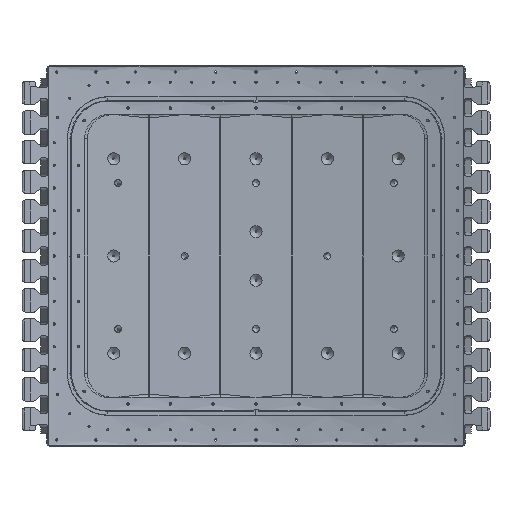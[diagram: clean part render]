
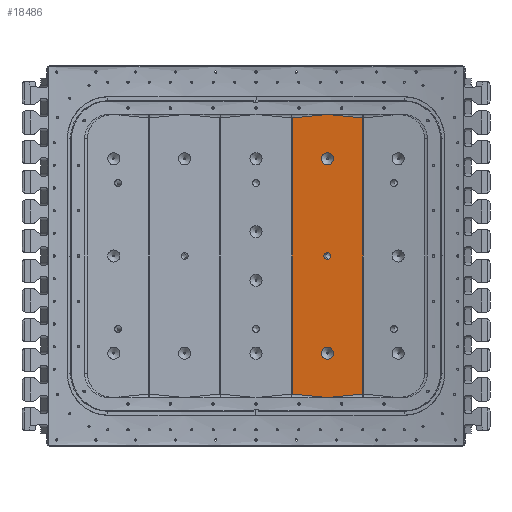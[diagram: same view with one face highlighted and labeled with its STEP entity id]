
A CAD part, front view. The second image highlights one B-rep face of the part: STEP entity #18486.
In plain terms, the highlighted planar face has unit normal (-0.087, -0.996, 0).
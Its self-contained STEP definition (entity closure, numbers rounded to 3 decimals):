
#453=FACE_BOUND('',#3134,.T.);
#454=FACE_BOUND('',#3135,.T.);
#455=FACE_BOUND('',#3136,.T.);
#1035=B_SPLINE_CURVE_WITH_KNOTS('',3,(#43411,#43412,#43413,#43414,#43415,
#43416),.UNSPECIFIED.,.F.,.F.,(4,1,1,4),(0.,0.333,
0.667,1.),.UNSPECIFIED.);
#1036=B_SPLINE_CURVE_WITH_KNOTS('',3,(#43418,#43419,#43420,#43421,#43422,
#43423),.UNSPECIFIED.,.F.,.F.,(4,1,1,4),(0.,0.333,
0.667,1.),.UNSPECIFIED.);
#1037=B_SPLINE_CURVE_WITH_KNOTS('',3,(#43425,#43426,#43427,#43428,#43429,
#43430),.UNSPECIFIED.,.F.,.F.,(4,1,1,4),(0.,0.333,0.667,
1.),.UNSPECIFIED.);
#1038=B_SPLINE_CURVE_WITH_KNOTS('',3,(#43433,#43434,#43435,#43436,#43437,
#43438),.UNSPECIFIED.,.F.,.F.,(4,1,1,4),(0.,0.333,0.667,
1.),.UNSPECIFIED.);
#1868=FACE_OUTER_BOUND('',#3133,.T.);
#3133=EDGE_LOOP('',(#13966,#13967,#13968,#13969,#13970,#13971));
#3134=EDGE_LOOP('',(#13972));
#3135=EDGE_LOOP('',(#13973));
#3136=EDGE_LOOP('',(#13974));
#4319=CIRCLE('',#19768,0.375);
#4320=CIRCLE('',#19769,0.375);
#4321=CIRCLE('',#19770,0.211);
#5237=LINE('',#43342,#6623);
#5238=LINE('',#43432,#6624);
#6623=VECTOR('',#22362,17.057);
#6624=VECTOR('',#22373,17.057);
#8174=VERTEX_POINT('',#30646);
#8183=VERTEX_POINT('',#30718);
#8563=VERTEX_POINT('',#43337);
#8564=VERTEX_POINT('',#43341);
#8565=VERTEX_POINT('',#43424);
#8566=VERTEX_POINT('',#43431);
#8567=VERTEX_POINT('',#43439);
#8568=VERTEX_POINT('',#43441);
#8569=VERTEX_POINT('',#43443);
#10659=EDGE_CURVE('',#8564,#8563,#5237,.T.);
#10663=EDGE_CURVE('',#8564,#8174,#1035,.T.);
#10664=EDGE_CURVE('',#8563,#8183,#1036,.T.);
#10665=EDGE_CURVE('',#8183,#8565,#1037,.T.);
#10666=EDGE_CURVE('',#8565,#8566,#5238,.T.);
#10667=EDGE_CURVE('',#8174,#8566,#1038,.T.);
#10668=EDGE_CURVE('',#8567,#8567,#4319,.T.);
#10669=EDGE_CURVE('',#8568,#8568,#4320,.T.);
#10670=EDGE_CURVE('',#8569,#8569,#4321,.T.);
#13966=ORIENTED_EDGE('',*,*,#10659,.T.);
#13967=ORIENTED_EDGE('',*,*,#10664,.T.);
#13968=ORIENTED_EDGE('',*,*,#10665,.T.);
#13969=ORIENTED_EDGE('',*,*,#10666,.T.);
#13970=ORIENTED_EDGE('',*,*,#10667,.F.);
#13971=ORIENTED_EDGE('',*,*,#10663,.F.);
#13972=ORIENTED_EDGE('',*,*,#10668,.F.);
#13973=ORIENTED_EDGE('',*,*,#10669,.T.);
#13974=ORIENTED_EDGE('',*,*,#10670,.T.);
#18053=PLANE('',#19767);
#18486=ADVANCED_FACE('',(#1868,#453,#454,#455),#18053,.T.);
#19767=AXIS2_PLACEMENT_3D('',#43417,#22371,#22372);
#19768=AXIS2_PLACEMENT_3D('',#43440,#22374,#22375);
#19769=AXIS2_PLACEMENT_3D('',#43442,#22376,#22377);
#19770=AXIS2_PLACEMENT_3D('',#43444,#22378,#22379);
#22362=DIRECTION('',(0.,0.,-1.));
#22371=DIRECTION('center_axis',(-0.087,-0.996,0.));
#22372=DIRECTION('ref_axis',(0.996,-0.087,0.));
#22373=DIRECTION('',(0.,0.,1.));
#22374=DIRECTION('center_axis',(-0.087,-0.996,0.));
#22375=DIRECTION('ref_axis',(-0.996,0.087,0.));
#22376=DIRECTION('center_axis',(0.087,0.996,0.));
#22377=DIRECTION('ref_axis',(-0.996,0.087,0.));
#22378=DIRECTION('center_axis',(0.087,0.996,0.));
#22379=DIRECTION('ref_axis',(0.996,-0.087,0.));
#30646=CARTESIAN_POINT('',(4.407,-0.871,8.742));
#30718=CARTESIAN_POINT('',(4.407,-0.871,-8.742));
#43337=CARTESIAN_POINT('',(2.23,-0.68,-8.529));
#43341=CARTESIAN_POINT('',(2.23,-0.68,8.529));
#43342=CARTESIAN_POINT('',(2.23,-0.68,8.529));
#43411=CARTESIAN_POINT('Ctrl Pts',(2.23,-0.68,8.529));
#43412=CARTESIAN_POINT('Ctrl Pts',(2.454,-0.7,
8.55));
#43413=CARTESIAN_POINT('Ctrl Pts',(2.915,-0.74,8.593));
#43414=CARTESIAN_POINT('Ctrl Pts',(3.645,-0.804,8.665));
#43415=CARTESIAN_POINT('Ctrl Pts',(4.15,-0.848,8.716));
#43416=CARTESIAN_POINT('Ctrl Pts',(4.407,-0.871,8.742));
#43417=CARTESIAN_POINT('Origin',(2.208,-0.678,0.));
#43418=CARTESIAN_POINT('Ctrl Pts',(2.23,-0.68,-8.529));
#43419=CARTESIAN_POINT('Ctrl Pts',(2.454,-0.7,
-8.55));
#43420=CARTESIAN_POINT('Ctrl Pts',(2.915,-0.74,-8.593));
#43421=CARTESIAN_POINT('Ctrl Pts',(3.645,-0.804,-8.665));
#43422=CARTESIAN_POINT('Ctrl Pts',(4.15,-0.848,-8.716));
#43423=CARTESIAN_POINT('Ctrl Pts',(4.407,-0.871,-8.742));
#43424=CARTESIAN_POINT('',(6.585,-1.061,-8.529));
#43425=CARTESIAN_POINT('Ctrl Pts',(4.407,-0.871,-8.742));
#43426=CARTESIAN_POINT('Ctrl Pts',(4.669,-0.893,-8.716));
#43427=CARTESIAN_POINT('Ctrl Pts',(5.179,-0.938,-8.664));
#43428=CARTESIAN_POINT('Ctrl Pts',(5.905,-1.002,-8.593));
#43429=CARTESIAN_POINT('Ctrl Pts',(6.363,-1.042,-8.549));
#43430=CARTESIAN_POINT('Ctrl Pts',(6.585,-1.061,-8.529));
#43431=CARTESIAN_POINT('',(6.585,-1.061,8.529));
#43432=CARTESIAN_POINT('',(6.585,-1.061,-8.529));
#43433=CARTESIAN_POINT('Ctrl Pts',(4.407,-0.871,8.742));
#43434=CARTESIAN_POINT('Ctrl Pts',(4.669,-0.893,8.716));
#43435=CARTESIAN_POINT('Ctrl Pts',(5.179,-0.938,8.664));
#43436=CARTESIAN_POINT('Ctrl Pts',(5.905,-1.002,8.593));
#43437=CARTESIAN_POINT('Ctrl Pts',(6.363,-1.042,8.549));
#43438=CARTESIAN_POINT('Ctrl Pts',(6.585,-1.061,8.529));
#43439=CARTESIAN_POINT('',(4.781,-0.903,6.));
#43440=CARTESIAN_POINT('Origin',(4.407,-0.871,6.));
#43441=CARTESIAN_POINT('',(4.034,-0.838,-6.));
#43442=CARTESIAN_POINT('Origin',(4.407,-0.871,-6.));
#43443=CARTESIAN_POINT('',(4.617,-0.889,0.));
#43444=CARTESIAN_POINT('Origin',(4.407,-0.871,0.));
